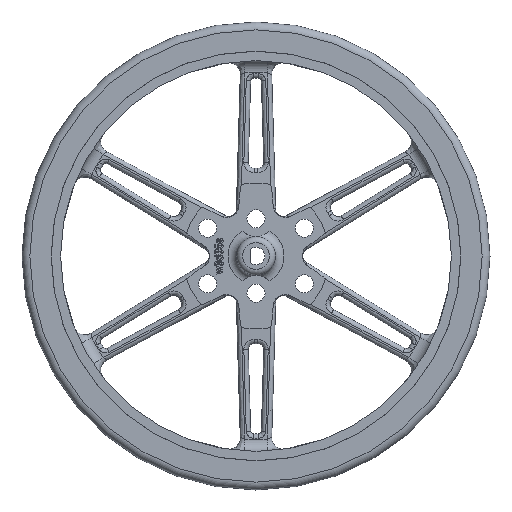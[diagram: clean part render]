
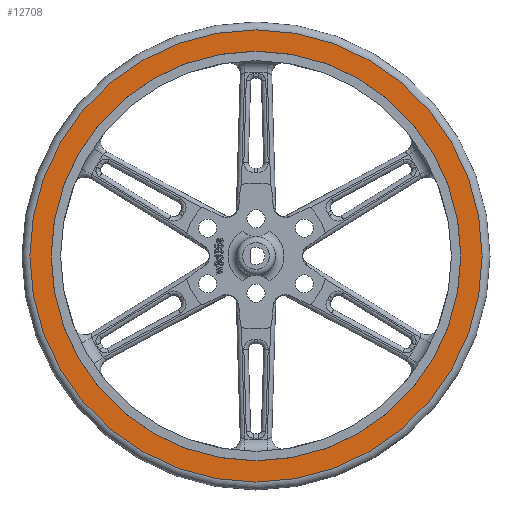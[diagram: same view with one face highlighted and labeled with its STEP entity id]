
A CAD part, left-side view. The second image highlights one B-rep face of the part: STEP entity #12708.
In plain terms, the highlighted planar face has unit normal (-1, 0, 0).
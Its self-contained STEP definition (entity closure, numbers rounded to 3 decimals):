
#2075 = DIRECTION ( 'NONE',  ( -1., 0., 0. ) ) ;
#2902 = CIRCLE ( 'NONE', #7883, 38.65 ) ;
#3078 = DIRECTION ( 'NONE',  ( 0., -1., 0. ) ) ;
#3227 = DIRECTION ( 'NONE',  ( -1., 0., 0. ) ) ;
#3862 = FACE_OUTER_BOUND ( 'NONE', #3922, .T. ) ;
#3922 = EDGE_LOOP ( 'NONE', ( #18407 ) ) ;
#4886 = CARTESIAN_POINT ( 'NONE',  ( -5., 38.65, 0. ) ) ;
#5726 = EDGE_LOOP ( 'NONE', ( #8770 ) ) ;
#6771 = DIRECTION ( 'NONE',  ( 1., 0., 0. ) ) ;
#6864 = AXIS2_PLACEMENT_3D ( 'NONE', #17030, #3227, #13273 ) ;
#7883 = AXIS2_PLACEMENT_3D ( 'NONE', #17283, #2075, #11599 ) ;
#8770 = ORIENTED_EDGE ( 'NONE', *, *, #12833, .F. ) ;
#10381 = PLANE ( 'NONE',  #11565 ) ;
#11565 = AXIS2_PLACEMENT_3D ( 'NONE', #16516, #6771, #3078 ) ;
#11599 = DIRECTION ( 'NONE',  ( 0., 1., 0. ) ) ;
#12708 = ADVANCED_FACE ( 'NONE', ( #21803, #3862 ), #10381, .F. ) ;
#12833 = EDGE_CURVE ( 'NONE', #16743, #16743, #16302, .T. ) ;
#13273 = DIRECTION ( 'NONE',  ( 0., 1., 0. ) ) ;
#16302 = CIRCLE ( 'NONE', #6864, 35.01 ) ;
#16516 = CARTESIAN_POINT ( 'NONE',  ( -5., -38.65, 0. ) ) ;
#16743 = VERTEX_POINT ( 'NONE', #20347 ) ;
#17030 = CARTESIAN_POINT ( 'NONE',  ( -5., 0., 0. ) ) ;
#17283 = CARTESIAN_POINT ( 'NONE',  ( -5., 0., 0. ) ) ;
#17316 = EDGE_CURVE ( 'NONE', #18578, #18578, #2902, .T. ) ;
#18407 = ORIENTED_EDGE ( 'NONE', *, *, #17316, .T. ) ;
#18578 = VERTEX_POINT ( 'NONE', #4886 ) ;
#20347 = CARTESIAN_POINT ( 'NONE',  ( -5., 35.01, 0. ) ) ;
#21803 = FACE_BOUND ( 'NONE', #5726, .T. ) ;
